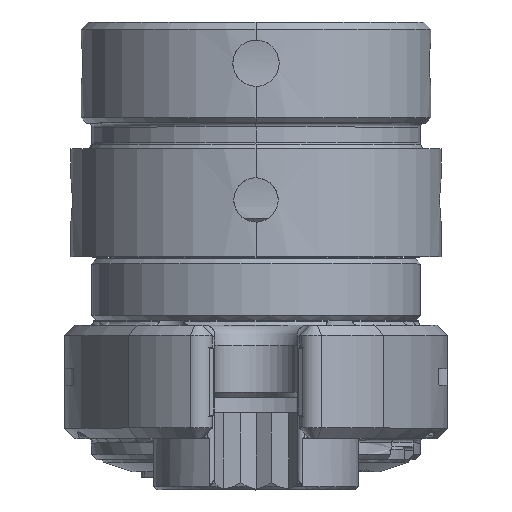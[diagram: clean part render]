
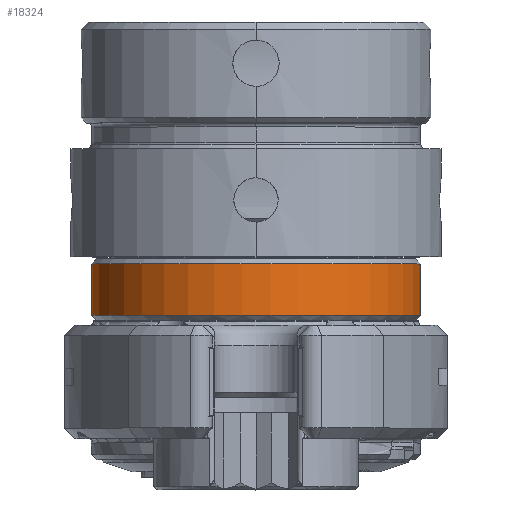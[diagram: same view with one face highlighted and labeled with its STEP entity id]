
A CAD part, top view. The second image highlights one B-rep face of the part: STEP entity #18324.
In plain terms, the highlighted cylindrical face has radius 16 mm (diameter 32 mm), a partial arc.
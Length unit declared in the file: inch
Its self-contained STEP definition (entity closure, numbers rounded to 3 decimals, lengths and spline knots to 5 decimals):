
#6721=CARTESIAN_POINT('',(0.,0.45276,-1.22166));
#6722=DIRECTION('',(0.,1.,0.));
#6723=DIRECTION('',(-0.851,0.,-0.526));
#6724=AXIS2_PLACEMENT_3D('',#6721,#6722,#6723);
#6726=DIRECTION('',(0.,-1.,0.));
#6727=VECTOR('',#6726,0.19685);
#6728=CARTESIAN_POINT('',(0.53579,0.45276,
-1.55292));
#6729=LINE('',#6728,#6727);
#6730=CARTESIAN_POINT('',(0.,0.25591,-1.22166));
#6731=DIRECTION('',(0.,-1.,0.));
#6732=DIRECTION('',(0.851,0.,-0.526));
#6733=AXIS2_PLACEMENT_3D('',#6730,#6731,#6732);
#6735=DIRECTION('',(0.,-1.,0.));
#6736=VECTOR('',#6735,0.19685);
#6737=CARTESIAN_POINT('',(-0.53579,0.45276,
-1.55292));
#6738=LINE('',#6737,#6736);
#9401=CARTESIAN_POINT('',(-0.53579,0.45276,
-1.55292));
#9403=VERTEX_POINT('',#9401);
#9406=CARTESIAN_POINT('',(0.53579,0.45276,
-1.55292));
#9407=VERTEX_POINT('',#9406);
#9412=CARTESIAN_POINT('',(-0.53579,0.25591,
-1.55292));
#9414=VERTEX_POINT('',#9412);
#9422=CARTESIAN_POINT('',(0.53579,0.25591,
-1.55292));
#9423=VERTEX_POINT('',#9422);
#18312=CARTESIAN_POINT('',(0.,0.47244,-1.22166));
#18313=DIRECTION('',(0.,-1.,0.));
#18314=DIRECTION('',(-1.,0.,0.));
#18315=AXIS2_PLACEMENT_3D('',#18312,#18313,#18314);
#18316=CYLINDRICAL_SURFACE('',#18315,0.62992);
#18317=ORIENTED_EDGE('',*,*,#18306,.T.);
#18318=ORIENTED_EDGE('',*,*,#18243,.T.);
#18319=ORIENTED_EDGE('',*,*,#17715,.T.);
#18321=ORIENTED_EDGE('',*,*,#18320,.F.);
#18322=EDGE_LOOP('',(#18317,#18318,#18319,#18321));
#18323=FACE_OUTER_BOUND('',#18322,.F.);
#18324=ADVANCED_FACE('',(#18323),#18316,.T.);
#6725=CIRCLE('',#6724,0.62992);
#6734=CIRCLE('',#6733,0.62992);
#17715=EDGE_CURVE('',#9423,#9414,#6734,.T.);
#18243=EDGE_CURVE('',#9407,#9423,#6729,.T.);
#18306=EDGE_CURVE('',#9403,#9407,#6725,.T.);
#18320=EDGE_CURVE('',#9403,#9414,#6738,.T.);
